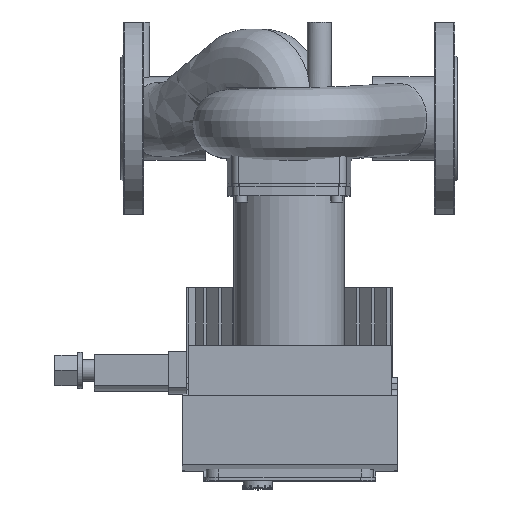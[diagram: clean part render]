
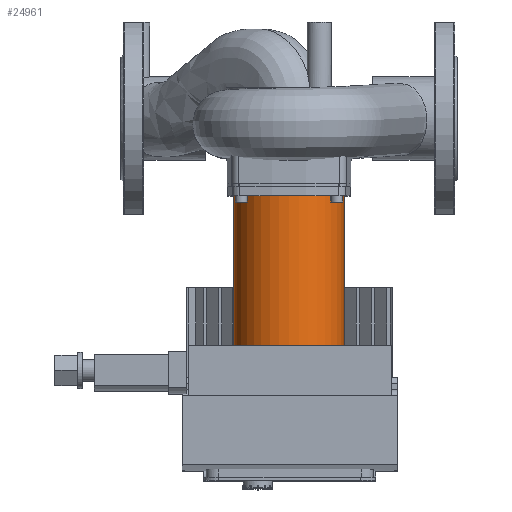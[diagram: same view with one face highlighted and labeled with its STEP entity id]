
A CAD part, top view. The second image highlights one B-rep face of the part: STEP entity #24961.
In plain terms, the highlighted cylindrical face has radius 46 mm (diameter 92 mm), a full revolution.
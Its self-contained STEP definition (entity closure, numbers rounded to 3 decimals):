
#232=FACE_BOUND('',#8708,.T.);
#5612=CYLINDRICAL_SURFACE('',#27409,46.);
#7188=FACE_OUTER_BOUND('',#8707,.T.);
#8707=EDGE_LOOP('',(#22490));
#8708=EDGE_LOOP('',(#22491));
#9745=CIRCLE('',#27410,46.);
#9746=CIRCLE('',#27411,46.);
#11925=VERTEX_POINT('',#66664);
#11926=VERTEX_POINT('',#66666);
#15467=EDGE_CURVE('',#11925,#11925,#9745,.T.);
#15468=EDGE_CURVE('',#11926,#11926,#9746,.T.);
#22490=ORIENTED_EDGE('',*,*,#15467,.T.);
#22491=ORIENTED_EDGE('',*,*,#15468,.F.);
#24961=ADVANCED_FACE('',(#7188,#232),#5612,.T.);
#27409=AXIS2_PLACEMENT_3D('',#66663,#34423,#34424);
#27410=AXIS2_PLACEMENT_3D('',#66665,#34425,#34426);
#27411=AXIS2_PLACEMENT_3D('',#66667,#34427,#34428);
#34423=DIRECTION('center_axis',(0.,-1.,0.));
#34424=DIRECTION('ref_axis',(-1.,0.,0.));
#34425=DIRECTION('center_axis',(0.,1.,0.));
#34426=DIRECTION('ref_axis',(-1.,0.,0.));
#34427=DIRECTION('center_axis',(0.,1.,0.));
#34428=DIRECTION('ref_axis',(-1.,0.,0.));
#66663=CARTESIAN_POINT('Origin',(140.,-64.5,130.));
#66664=CARTESIAN_POINT('',(186.,-189.,130.));
#66665=CARTESIAN_POINT('Origin',(140.,-189.,130.));
#66666=CARTESIAN_POINT('',(140.,-64.5,84.));
#66667=CARTESIAN_POINT('Origin',(140.,-64.5,130.));
